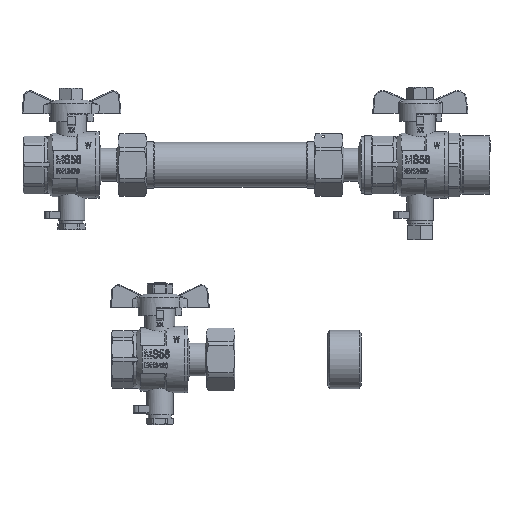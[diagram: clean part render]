
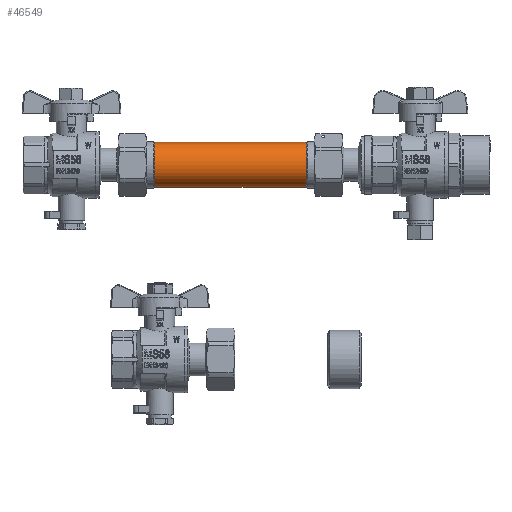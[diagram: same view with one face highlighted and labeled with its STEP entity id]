
A CAD part, top view. The second image highlights one B-rep face of the part: STEP entity #46549.
In plain terms, the highlighted cylindrical face has radius 12.7 mm (diameter 25.4 mm), a full revolution.
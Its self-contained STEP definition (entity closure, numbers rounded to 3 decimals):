
#11135=CYLINDRICAL_SURFACE('',#49452,12.7);
#11538=ORIENTED_EDGE('',*,*,#25720,.F.);
#11539=ORIENTED_EDGE('',*,*,#25722,.T.);
#25720=EDGE_CURVE('',#32815,#32815,#37654,.T.);
#25722=EDGE_CURVE('',#32817,#32817,#37656,.T.);
#32815=VERTEX_POINT('',#71964);
#32817=VERTEX_POINT('',#71969);
#37654=CIRCLE('',#49448,12.7);
#37656=CIRCLE('',#49451,12.7);
#38876=EDGE_LOOP('',(#11538));
#38877=EDGE_LOOP('',(#11539));
#42028=FACE_BOUND('',#38876,.T.);
#42029=FACE_BOUND('',#38877,.T.);
#46549=ADVANCED_FACE('',(#42028,#42029),#11135,.T.);
#49448=AXIS2_PLACEMENT_3D('',#71963,#56037,#56038);
#49451=AXIS2_PLACEMENT_3D('',#71968,#56043,#56044);
#49452=AXIS2_PLACEMENT_3D('',#71970,#56045,#56046);
#56037=DIRECTION('',(1.,0.,0.));
#56038=DIRECTION('',(0.,1.,0.));
#56043=DIRECTION('',(1.,0.,0.));
#56044=DIRECTION('',(0.,1.,0.));
#56045=DIRECTION('',(1.,0.,0.));
#56046=DIRECTION('',(0.,1.,0.));
#71963=CARTESIAN_POINT('',(134.8,0.,-11.));
#71964=CARTESIAN_POINT('',(134.8,12.7,-11.));
#71968=CARTESIAN_POINT('',(48.8,0.,-11.));
#71969=CARTESIAN_POINT('',(48.8,12.7,-11.));
#71970=CARTESIAN_POINT('',(91.8,0.,-11.));
